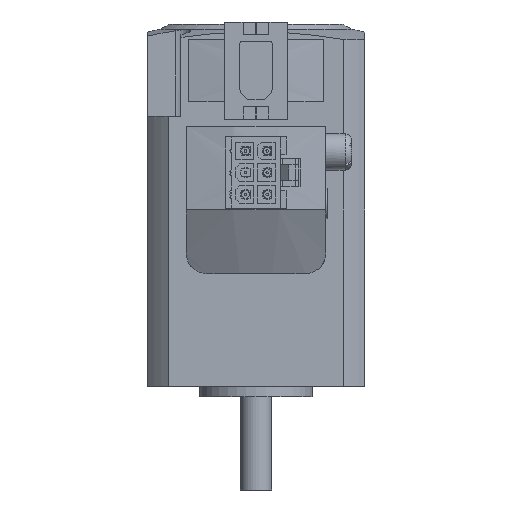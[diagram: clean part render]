
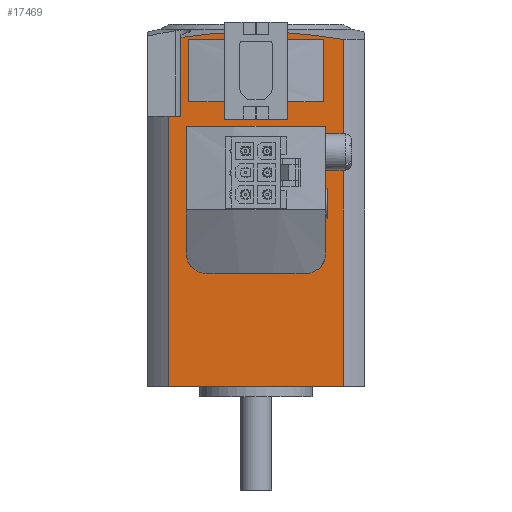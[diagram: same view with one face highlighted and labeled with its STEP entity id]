
A CAD part, front view. The second image highlights one B-rep face of the part: STEP entity #17469.
In plain terms, the highlighted planar face has unit normal (0, -1, 0).
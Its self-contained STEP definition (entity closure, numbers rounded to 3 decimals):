
#10 = ORIENTED_EDGE ( 'NONE', *, *, #14955, .T. ) ;
#176 = CARTESIAN_POINT ( 'NONE',  ( 0., -21., 68.493 ) ) ;
#195 = DIRECTION ( 'NONE',  ( 0., 0., 1. ) ) ;
#271 = CARTESIAN_POINT ( 'NONE',  ( 13.5, -21., 25.8 ) ) ;
#471 = CARTESIAN_POINT ( 'NONE',  ( 13., -21., 67. ) ) ;
#577 = CARTESIAN_POINT ( 'NONE',  ( 16.971, -21., 0. ) ) ;
#899 = CARTESIAN_POINT ( 'NONE',  ( 21., -21., 52.2 ) ) ;
#966 = LINE ( 'NONE', #11736, #7413 ) ;
#1344 = CARTESIAN_POINT ( 'NONE',  ( 0., -21., -29.277 ) ) ;
#1415 = VECTOR ( 'NONE', #2404, 1000. ) ;
#1569 = VERTEX_POINT ( 'NONE', #15653 ) ;
#1946 = VECTOR ( 'NONE', #14749, 1000. ) ;
#2056 = DIRECTION ( 'NONE',  ( 0., 1., 0. ) ) ;
#2327 = EDGE_CURVE ( 'NONE', #16238, #14353, #8521, .T. ) ;
#2404 = DIRECTION ( 'NONE',  ( 0., 0., 1. ) ) ;
#2717 = CARTESIAN_POINT ( 'NONE',  ( -13.5, -21., 50.3 ) ) ;
#2772 = LINE ( 'NONE', #899, #16731 ) ;
#2966 = VERTEX_POINT ( 'NONE', #14793 ) ;
#2968 = CARTESIAN_POINT ( 'NONE',  ( 13.5, -21., 50.3 ) ) ;
#3042 = CARTESIAN_POINT ( 'NONE',  ( 13., -21., 55. ) ) ;
#3144 = EDGE_CURVE ( 'NONE', #10052, #12283, #966, .T. ) ;
#3454 = VERTEX_POINT ( 'NONE', #2717 ) ;
#3587 = DIRECTION ( 'NONE',  ( 0., 0., -1. ) ) ;
#3738 = ORIENTED_EDGE ( 'NONE', *, *, #18160, .F. ) ;
#3751 = ORIENTED_EDGE ( 'NONE', *, *, #13733, .T. ) ;
#3834 = ORIENTED_EDGE ( 'NONE', *, *, #17176, .T. ) ;
#3952 = CARTESIAN_POINT ( 'NONE',  ( 0., -21., -29.277 ) ) ;
#3957 = DIRECTION ( 'NONE',  ( 1., 0., 0. ) ) ;
#4216 = EDGE_CURVE ( 'NONE', #10136, #2966, #14623, .T. ) ;
#4220 = ORIENTED_EDGE ( 'NONE', *, *, #3144, .T. ) ;
#4297 = CARTESIAN_POINT ( 'NONE',  ( 16.971, -21., 70. ) ) ;
#4418 = VERTEX_POINT ( 'NONE', #17193 ) ;
#4520 = EDGE_CURVE ( 'NONE', #16115, #4418, #2772, .T. ) ;
#4605 = VECTOR ( 'NONE', #5062, 1000. ) ;
#4606 = DIRECTION ( 'NONE',  ( 0., 0., -1. ) ) ;
#4812 = ORIENTED_EDGE ( 'NONE', *, *, #14763, .T. ) ;
#4845 = CARTESIAN_POINT ( 'NONE',  ( -13.5, -21., 25.8 ) ) ;
#4879 = ORIENTED_EDGE ( 'NONE', *, *, #16242, .T. ) ;
#5062 = DIRECTION ( 'NONE',  ( -1., 0., 0. ) ) ;
#5116 = DIRECTION ( 'NONE',  ( 0., 0., 1. ) ) ;
#5461 = CARTESIAN_POINT ( 'NONE',  ( -16.971, -21., 70. ) ) ;
#5692 = CARTESIAN_POINT ( 'NONE',  ( -14.5, -21., 52.2 ) ) ;
#5829 = CARTESIAN_POINT ( 'NONE',  ( -13.5, -21., 50.3 ) ) ;
#5840 = DIRECTION ( 'NONE',  ( 0., 0., 1. ) ) ;
#5989 = ORIENTED_EDGE ( 'NONE', *, *, #10321, .T. ) ;
#6060 = EDGE_LOOP ( 'NONE', ( #14930, #4812, #14348, #9475, #3738, #7250, #18090 ) ) ;
#6157 = LINE ( 'NONE', #4297, #1415 ) ;
#6190 = VERTEX_POINT ( 'NONE', #4845 ) ;
#6202 = VERTEX_POINT ( 'NONE', #2968 ) ;
#6463 = CARTESIAN_POINT ( 'NONE',  ( 13.5, -21., 50.3 ) ) ;
#6931 = CARTESIAN_POINT ( 'NONE',  ( -13., -21., 55. ) ) ;
#6987 = CARTESIAN_POINT ( 'NONE',  ( -14.5, -21., 52.2 ) ) ;
#7195 = VERTEX_POINT ( 'NONE', #11318 ) ;
#7250 = ORIENTED_EDGE ( 'NONE', *, *, #14119, .F. ) ;
#7338 = LINE ( 'NONE', #5461, #16319 ) ;
#7413 = VECTOR ( 'NONE', #9870, 1000. ) ;
#7500 = DIRECTION ( 'NONE',  ( 0., 0., -1. ) ) ;
#7660 = DIRECTION ( 'NONE',  ( 0., 0., 1. ) ) ;
#7682 = LINE ( 'NONE', #5829, #15935 ) ;
#7692 = CARTESIAN_POINT ( 'NONE',  ( -13.5, -21., 50.3 ) ) ;
#7746 = LINE ( 'NONE', #16652, #1946 ) ;
#7836 = ORIENTED_EDGE ( 'NONE', *, *, #13746, .T. ) ;
#8153 = CARTESIAN_POINT ( 'NONE',  ( -13., -21., 55. ) ) ;
#8213 = VECTOR ( 'NONE', #4606, 1000. ) ;
#8260 = EDGE_CURVE ( 'NONE', #16115, #9179, #8850, .T. ) ;
#8521 = CIRCLE ( 'NONE', #18193, 4. ) ;
#8714 = DIRECTION ( 'NONE',  ( 1., 0., 0. ) ) ;
#8797 = LINE ( 'NONE', #6931, #4605 ) ;
#8814 = AXIS2_PLACEMENT_3D ( 'NONE', #1344, #15845, #13963 ) ;
#8850 = LINE ( 'NONE', #6987, #15183 ) ;
#9062 = VECTOR ( 'NONE', #10918, 1000. ) ;
#9085 = VERTEX_POINT ( 'NONE', #13398 ) ;
#9112 = DIRECTION ( 'NONE',  ( 0., 0., 1. ) ) ;
#9179 = VERTEX_POINT ( 'NONE', #16053 ) ;
#9212 = VERTEX_POINT ( 'NONE', #8153 ) ;
#9231 = CIRCLE ( 'NONE', #8814, 97.77 ) ;
#9358 = DIRECTION ( 'NONE',  ( 0., 1., 0. ) ) ;
#9475 = ORIENTED_EDGE ( 'NONE', *, *, #10938, .T. ) ;
#9526 = DIRECTION ( 'NONE',  ( 0., 1., 0. ) ) ;
#9808 = EDGE_LOOP ( 'NONE', ( #10, #3751, #16912, #3834, #16397, #4879 ) ) ;
#9870 = DIRECTION ( 'NONE',  ( 0., 0., -1. ) ) ;
#10052 = VERTEX_POINT ( 'NONE', #471 ) ;
#10136 = VERTEX_POINT ( 'NONE', #577 ) ;
#10321 = EDGE_CURVE ( 'NONE', #9085, #10052, #12423, .T. ) ;
#10479 = CIRCLE ( 'NONE', #17016, 4. ) ;
#10559 = CARTESIAN_POINT ( 'NONE',  ( -13., -21., 67. ) ) ;
#10822 = EDGE_CURVE ( 'NONE', #12283, #9212, #8797, .T. ) ;
#10918 = DIRECTION ( 'NONE',  ( -1., 0., 0. ) ) ;
#10938 = EDGE_CURVE ( 'NONE', #10136, #7195, #6157, .T. ) ;
#10983 = CARTESIAN_POINT ( 'NONE',  ( -13., -21., 55. ) ) ;
#11211 = EDGE_LOOP ( 'NONE', ( #7836, #5989, #4220, #15806 ) ) ;
#11228 = CARTESIAN_POINT ( 'NONE',  ( 9.5, -21., 25.8 ) ) ;
#11318 = CARTESIAN_POINT ( 'NONE',  ( 16.971, -21., 67.009 ) ) ;
#11396 = CARTESIAN_POINT ( 'NONE',  ( 21., -21., 10.2 ) ) ;
#11491 = VECTOR ( 'NONE', #5840, 1000. ) ;
#11617 = FACE_OUTER_BOUND ( 'NONE', #6060, .T. ) ;
#11736 = CARTESIAN_POINT ( 'NONE',  ( 13., -21., 55. ) ) ;
#12283 = VERTEX_POINT ( 'NONE', #3042 ) ;
#12423 = LINE ( 'NONE', #10559, #14558 ) ;
#12550 = FACE_BOUND ( 'NONE', #9808, .T. ) ;
#12768 = CARTESIAN_POINT ( 'NONE',  ( 21., -21., 0. ) ) ;
#12839 = LINE ( 'NONE', #10983, #13345 ) ;
#13241 = PLANE ( 'NONE',  #13960 ) ;
#13345 = VECTOR ( 'NONE', #9112, 1000. ) ;
#13398 = CARTESIAN_POINT ( 'NONE',  ( -13., -21., 67. ) ) ;
#13477 = FACE_BOUND ( 'NONE', #11211, .T. ) ;
#13692 = DIRECTION ( 'NONE',  ( 0., 0., -1. ) ) ;
#13733 = EDGE_CURVE ( 'NONE', #6190, #3454, #17049, .T. ) ;
#13746 = EDGE_CURVE ( 'NONE', #9212, #9085, #12839, .T. ) ;
#13905 = LINE ( 'NONE', #6463, #8213 ) ;
#13960 = AXIS2_PLACEMENT_3D ( 'NONE', #11396, #9526, #7660 ) ;
#13963 = DIRECTION ( 'NONE',  ( 0., 0., 1. ) ) ;
#14119 = EDGE_CURVE ( 'NONE', #9179, #14622, #16052, .T. ) ;
#14348 = ORIENTED_EDGE ( 'NONE', *, *, #4216, .F. ) ;
#14353 = VERTEX_POINT ( 'NONE', #14887 ) ;
#14558 = VECTOR ( 'NONE', #8714, 1000. ) ;
#14622 = VERTEX_POINT ( 'NONE', #176 ) ;
#14623 = LINE ( 'NONE', #12768, #9062 ) ;
#14749 = DIRECTION ( 'NONE',  ( -1., 0., 0. ) ) ;
#14763 = EDGE_CURVE ( 'NONE', #4418, #2966, #7338, .T. ) ;
#14793 = CARTESIAN_POINT ( 'NONE',  ( -16.971, -21., 0. ) ) ;
#14887 = CARTESIAN_POINT ( 'NONE',  ( 9.5, -21., 21.8 ) ) ;
#14930 = ORIENTED_EDGE ( 'NONE', *, *, #4520, .T. ) ;
#14955 = EDGE_CURVE ( 'NONE', #1569, #6190, #10479, .T. ) ;
#15183 = VECTOR ( 'NONE', #5116, 1000. ) ;
#15368 = EDGE_CURVE ( 'NONE', #3454, #6202, #7682, .T. ) ;
#15573 = DIRECTION ( 'NONE',  ( 0., 1., 0. ) ) ;
#15653 = CARTESIAN_POINT ( 'NONE',  ( -9.5, -21., 21.8 ) ) ;
#15806 = ORIENTED_EDGE ( 'NONE', *, *, #10822, .T. ) ;
#15845 = DIRECTION ( 'NONE',  ( 0., 1., 0. ) ) ;
#15935 = VECTOR ( 'NONE', #3957, 1000. ) ;
#16052 = CIRCLE ( 'NONE', #17406, 97.77 ) ;
#16053 = CARTESIAN_POINT ( 'NONE',  ( -14.5, -21., 67.412 ) ) ;
#16115 = VERTEX_POINT ( 'NONE', #5692 ) ;
#16238 = VERTEX_POINT ( 'NONE', #271 ) ;
#16242 = EDGE_CURVE ( 'NONE', #14353, #1569, #7746, .T. ) ;
#16319 = VECTOR ( 'NONE', #3587, 1000. ) ;
#16397 = ORIENTED_EDGE ( 'NONE', *, *, #2327, .T. ) ;
#16652 = CARTESIAN_POINT ( 'NONE',  ( -13.5, -21., 21.8 ) ) ;
#16731 = VECTOR ( 'NONE', #17302, 1000. ) ;
#16912 = ORIENTED_EDGE ( 'NONE', *, *, #15368, .T. ) ;
#17016 = AXIS2_PLACEMENT_3D ( 'NONE', #17484, #15573, #13692 ) ;
#17049 = LINE ( 'NONE', #7692, #11491 ) ;
#17176 = EDGE_CURVE ( 'NONE', #6202, #16238, #13905, .T. ) ;
#17193 = CARTESIAN_POINT ( 'NONE',  ( -16.971, -21., 52.2 ) ) ;
#17302 = DIRECTION ( 'NONE',  ( -1., 0., 0. ) ) ;
#17406 = AXIS2_PLACEMENT_3D ( 'NONE', #3952, #2056, #195 ) ;
#17469 = ADVANCED_FACE ( 'NONE', ( #11617, #12550, #13477 ), #13241, .F. ) ;
#17484 = CARTESIAN_POINT ( 'NONE',  ( -9.5, -21., 25.8 ) ) ;
#18090 = ORIENTED_EDGE ( 'NONE', *, *, #8260, .F. ) ;
#18160 = EDGE_CURVE ( 'NONE', #14622, #7195, #9231, .T. ) ;
#18193 = AXIS2_PLACEMENT_3D ( 'NONE', #11228, #9358, #7500 ) ;
